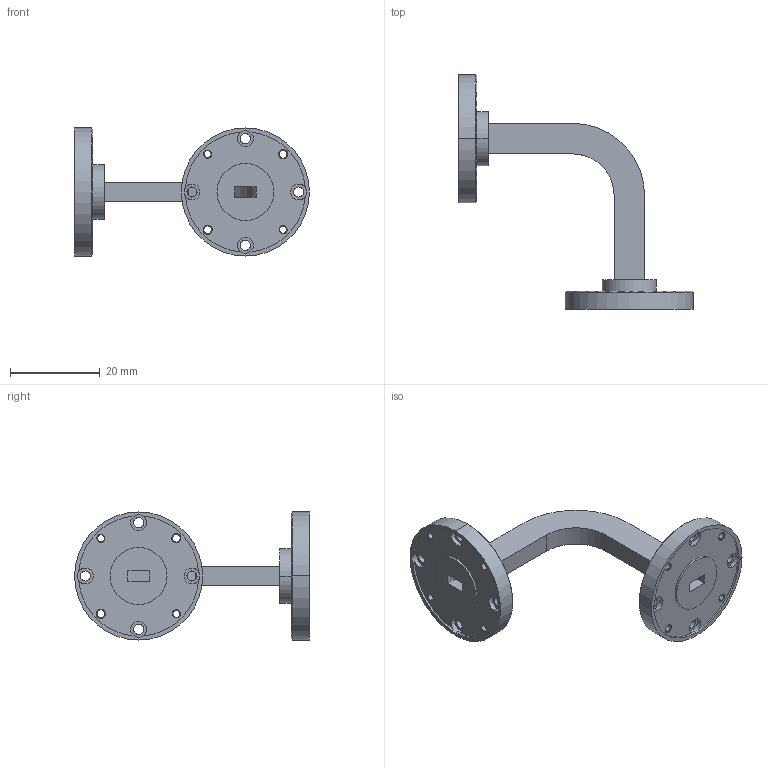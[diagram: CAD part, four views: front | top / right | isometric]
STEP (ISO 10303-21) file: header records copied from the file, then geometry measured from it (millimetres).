
FILE_DESCRIPTION (( 'STEP AP214' ), '1' );
FILE_NAME ('WB-HU-A-L, Defeatured.STEP', '2025-01-28T19:38:11', ( '' ), ( '' ), 'SwSTEP 2.0', 'SolidWorks 2021', '' );
FILE_SCHEMA (( 'AUTOMOTIVE_DESIGN' ));
Length unit declared in the file: inch
Products named in the file (1): WB-HU-A-L, Defeatured
Bounding box: 52.39 x 52.39 x 28.57 mm (x, y, z)
Volume: 6072.7 mm3; surface area: 6076.2 mm2
Topology: 1 solids, 1 shells, 128 faces, 330 edges, 214 vertices
Faces by surface type: cylinder 72, plane 36, cone 20
Entity records: 4076 total; most frequent: DIRECTION 770, CARTESIAN_POINT 673, ORIENTED_EDGE 660, EDGE_CURVE 330, AXIS2_PLACEMENT_3D 311, VERTEX_POINT 214, CIRCLE 182, EDGE_LOOP 170
